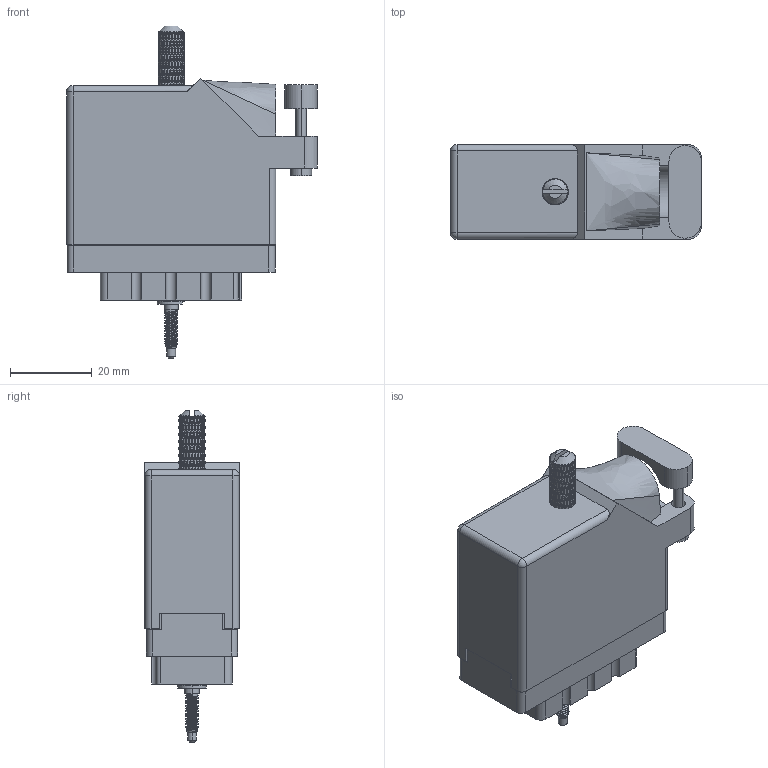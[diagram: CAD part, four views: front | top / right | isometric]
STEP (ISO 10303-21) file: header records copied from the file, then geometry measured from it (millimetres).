
FILE_DESCRIPTION (( 'STEP AP203' ), '1' );
FILE_NAME ('516-038-000-225.STEP', '2020-03-04T21:22:57', ( '' ), ( '' ), 'SwSTEP 2.0', 'SolidWorks 2016', '' );
FILE_SCHEMA (( 'CONFIG_CONTROL_DESIGN' ));
Length unit declared in the file: inch
Products named in the file (8): 516 Part Receptacle_038; 516-253-138-107; 516-253-035-100; 516-230-001_Plastic - 038 Side Entry; 516-251-035-100; 516-038-000-225; 516-250-038-111; Actuating Screw Assy 038-056
Assembly tree (8 placements, depth 3):
  516-038-000-225
    516 Part Receptacle_038
    516-230-001_Plastic - 038 Side Entry
    Actuating Screw Assy 038-056
      516-251-035-100
      516-253-035-100  x2
      516-253-138-107
      516-250-038-111
Bounding box: 61.21 x 23.11 x 81.03 mm (x, y, z)
Volume: 23239.6 mm3; surface area: 30555.3 mm2
Topology: 7 solids, 7 shells, 2388 faces, 5884 edges, 3532 vertices
Faces by surface type: bspline 1009, plane 750, cylinder 607, cone 20, sphere 2
Entity records: 100087 total; most frequent: CARTESIAN_POINT 54044, ORIENTED_EDGE 11740, DIRECTION 6927, EDGE_CURVE 5870, VERTEX_POINT 3524, EDGE_LOOP 2506, FACE_OUTER_BOUND 2382, ADVANCED_FACE 2382
